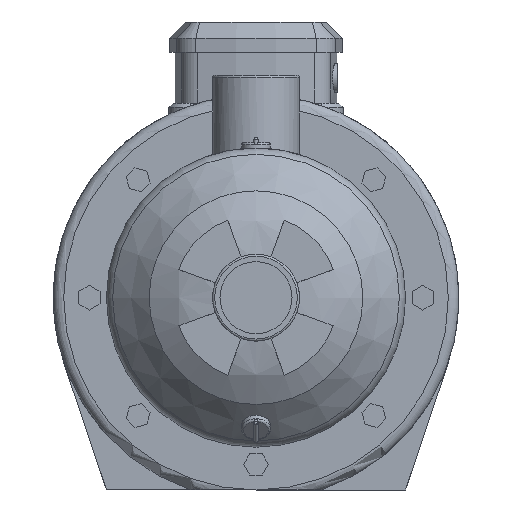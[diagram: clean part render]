
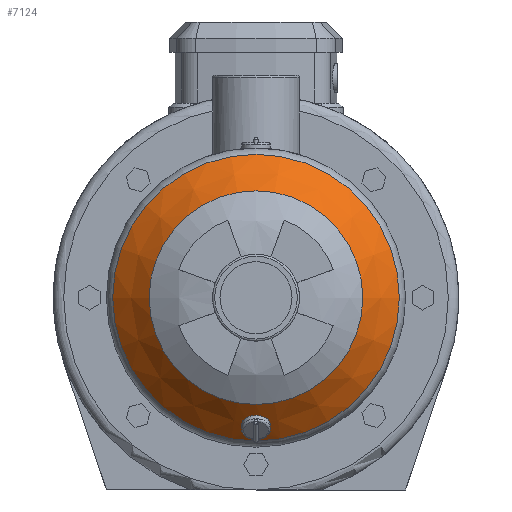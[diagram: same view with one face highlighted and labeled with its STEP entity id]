
A CAD part, left-side view. The second image highlights one B-rep face of the part: STEP entity #7124.
In plain terms, the highlighted conical face has half-angle 45 degrees and reference radius 60 mm.
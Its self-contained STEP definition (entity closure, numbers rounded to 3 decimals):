
#66=CONICAL_SURFACE('',#7591,60.,0.785);
#1752=B_SPLINE_CURVE_WITH_KNOTS('',3,(#10697,#10698,#10699,#10700,#10701,
#10702,#10703,#10704,#10705,#10706,#10707,#10708,#10709,#10710,#10711,#10712,
#10713,#10714,#10715,#10716,#10717,#10718,#10719,#10720,#10721,#10722,#10723,
#10724,#10725,#10726,#10727,#10728,#10729,#10730,#10731,#10732,#10733,#10734,
#10735,#10736,#10737,#10738,#10739,#10740,#10741,#10742,#10743,#10744,#10745,
#10746,#10747,#10748,#10749,#10750,#10751,#10752,#10753,#10754,#10755,#10756,
#10757,#10758,#10759,#10760,#10761,#10762,#10763,#10764,#10765,#10766,#10767,
#10768,#10769,#10770,#10771,#10772,#10773,#10774,#10775,#10776,#10777,#10778),
 .UNSPECIFIED.,.T.,.F.,(4,3,3,3,3,3,3,3,3,3,3,3,3,3,3,3,3,3,3,3,3,3,3,3,
3,3,3,4),(0.,0.215,0.433,0.524,0.603,
0.82,0.962,1.063,1.153,1.371,
1.571,1.666,1.885,2.039,2.127,
2.196,2.4,2.597,2.674,2.878,
3.045,3.113,3.315,3.516,3.594,
3.798,4.001,4.071),.UNSPECIFIED.);
#1930=FACE_BOUND('',#2422,.T.);
#1931=FACE_BOUND('',#2423,.T.);
#1993=FACE_OUTER_BOUND('',#2421,.T.);
#2421=EDGE_LOOP('',(#5056,#5057));
#2422=EDGE_LOOP('',(#5058));
#2423=EDGE_LOOP('',(#5059));
#2875=CIRCLE('',#7590,67.071);
#2876=CIRCLE('',#7592,50.);
#2877=CIRCLE('',#7593,50.);
#3195=VERTEX_POINT('',#10689);
#3196=VERTEX_POINT('',#10692);
#3197=VERTEX_POINT('',#10693);
#3198=VERTEX_POINT('',#10696);
#3931=EDGE_CURVE('',#3195,#3195,#2875,.T.);
#3932=EDGE_CURVE('',#3196,#3197,#2876,.T.);
#3933=EDGE_CURVE('',#3197,#3196,#2877,.T.);
#3934=EDGE_CURVE('',#3198,#3198,#1752,.T.);
#5056=ORIENTED_EDGE('',*,*,#3932,.F.);
#5057=ORIENTED_EDGE('',*,*,#3933,.F.);
#5058=ORIENTED_EDGE('',*,*,#3934,.T.);
#5059=ORIENTED_EDGE('',*,*,#3931,.F.);
#7124=ADVANCED_FACE('',(#1993,#1930,#1931),#66,.T.);
#7590=AXIS2_PLACEMENT_3D('',#10690,#8383,#8384);
#7591=AXIS2_PLACEMENT_3D('',#10691,#8385,#8386);
#7592=AXIS2_PLACEMENT_3D('',#10694,#8387,#8388);
#7593=AXIS2_PLACEMENT_3D('',#10695,#8389,#8390);
#8383=DIRECTION('center_axis',(1.,0.,0.));
#8384=DIRECTION('ref_axis',(0.,-1.,0.));
#8385=DIRECTION('center_axis',(1.,0.,0.));
#8386=DIRECTION('ref_axis',(0.,-1.,0.));
#8387=DIRECTION('center_axis',(-1.,0.,0.));
#8388=DIRECTION('ref_axis',(0.,-1.,0.));
#8389=DIRECTION('center_axis',(-1.,0.,0.));
#8390=DIRECTION('ref_axis',(0.,-1.,0.));
#10689=CARTESIAN_POINT('',(-109.004,67.071,90.));
#10690=CARTESIAN_POINT('Origin',(-109.004,0.,
90.));
#10691=CARTESIAN_POINT('Origin',(-116.075,0.,90.));
#10692=CARTESIAN_POINT('',(-126.075,50.,90.));
#10693=CARTESIAN_POINT('',(-126.075,-50.,90.));
#10694=CARTESIAN_POINT('Origin',(-126.075,0.,90.));
#10695=CARTESIAN_POINT('Origin',(-126.075,0.,90.));
#10696=CARTESIAN_POINT('',(-116.377,-6.729,30.683));
#10697=CARTESIAN_POINT('Ctrl Pts',(-116.377,-6.729,
30.683));
#10698=CARTESIAN_POINT('Ctrl Pts',(-115.871,-6.786,
30.179));
#10699=CARTESIAN_POINT('Ctrl Pts',(-115.338,-6.727,
29.637));
#10700=CARTESIAN_POINT('Ctrl Pts',(-114.831,-6.54,
29.107));
#10701=CARTESIAN_POINT('Ctrl Pts',(-114.318,-6.351,
28.57));
#10702=CARTESIAN_POINT('Ctrl Pts',(-113.831,-6.03,
28.047));
#10703=CARTESIAN_POINT('Ctrl Pts',(-113.408,-5.611,
27.585));
#10704=CARTESIAN_POINT('Ctrl Pts',(-113.231,-5.436,
27.391));
#10705=CARTESIAN_POINT('Ctrl Pts',(-113.066,-5.245,
27.209));
#10706=CARTESIAN_POINT('Ctrl Pts',(-112.913,-5.042,27.04));
#10707=CARTESIAN_POINT('Ctrl Pts',(-112.78,-4.866,
26.892));
#10708=CARTESIAN_POINT('Ctrl Pts',(-112.655,-4.678,
26.752));
#10709=CARTESIAN_POINT('Ctrl Pts',(-112.535,-4.475,
26.618));
#10710=CARTESIAN_POINT('Ctrl Pts',(-112.206,-3.917,
26.248));
#10711=CARTESIAN_POINT('Ctrl Pts',(-111.932,-3.256,25.935));
#10712=CARTESIAN_POINT('Ctrl Pts',(-111.741,-2.545,25.717));
#10713=CARTESIAN_POINT('Ctrl Pts',(-111.617,-2.082,
25.574));
#10714=CARTESIAN_POINT('Ctrl Pts',(-111.528,-1.598,
25.471));
#10715=CARTESIAN_POINT('Ctrl Pts',(-111.475,-1.113,
25.409));
#10716=CARTESIAN_POINT('Ctrl Pts',(-111.437,-0.77,
25.366));
#10717=CARTESIAN_POINT('Ctrl Pts',(-111.418,-0.427,
25.343));
#10718=CARTESIAN_POINT('Ctrl Pts',(-111.415,-0.091,
25.34));
#10719=CARTESIAN_POINT('Ctrl Pts',(-111.412,0.21,
25.337));
#10720=CARTESIAN_POINT('Ctrl Pts',(-111.422,0.513,
25.349));
#10721=CARTESIAN_POINT('Ctrl Pts',(-111.447,0.82,
25.377));
#10722=CARTESIAN_POINT('Ctrl Pts',(-111.507,1.564,25.446));
#10723=CARTESIAN_POINT('Ctrl Pts',(-111.652,2.316,25.615));
#10724=CARTESIAN_POINT('Ctrl Pts',(-111.878,3.004,25.873));
#10725=CARTESIAN_POINT('Ctrl Pts',(-112.085,3.637,26.111));
#10726=CARTESIAN_POINT('Ctrl Pts',(-112.361,4.217,26.424));
#10727=CARTESIAN_POINT('Ctrl Pts',(-112.677,4.704,26.777));
#10728=CARTESIAN_POINT('Ctrl Pts',(-112.827,4.935,26.944));
#10729=CARTESIAN_POINT('Ctrl Pts',(-112.984,5.145,27.119));
#10730=CARTESIAN_POINT('Ctrl Pts',(-113.157,5.343,27.309));
#10731=CARTESIAN_POINT('Ctrl Pts',(-113.554,5.799,27.746));
#10732=CARTESIAN_POINT('Ctrl Pts',(-114.022,6.17,28.254));
#10733=CARTESIAN_POINT('Ctrl Pts',(-114.525,6.411,28.785));
#10734=CARTESIAN_POINT('Ctrl Pts',(-114.881,6.581,29.16));
#10735=CARTESIAN_POINT('Ctrl Pts',(-115.253,6.688,29.547));
#10736=CARTESIAN_POINT('Ctrl Pts',(-115.626,6.729,29.927));
#10737=CARTESIAN_POINT('Ctrl Pts',(-115.839,6.753,30.144));
#10738=CARTESIAN_POINT('Ctrl Pts',(-116.052,6.756,30.358));
#10739=CARTESIAN_POINT('Ctrl Pts',(-116.261,6.74,30.567));
#10740=CARTESIAN_POINT('Ctrl Pts',(-116.425,6.727,30.73));
#10741=CARTESIAN_POINT('Ctrl Pts',(-116.588,6.702,30.891));
#10742=CARTESIAN_POINT('Ctrl Pts',(-116.754,6.665,31.055));
#10743=CARTESIAN_POINT('Ctrl Pts',(-117.245,6.555,31.537));
#10744=CARTESIAN_POINT('Ctrl Pts',(-117.751,6.329,32.02));
#10745=CARTESIAN_POINT('Ctrl Pts',(-118.222,5.997,32.458));
#10746=CARTESIAN_POINT('Ctrl Pts',(-118.677,5.676,32.883));
#10747=CARTESIAN_POINT('Ctrl Pts',(-119.1,5.255,33.266));
#10748=CARTESIAN_POINT('Ctrl Pts',(-119.453,4.784,33.581));
#10749=CARTESIAN_POINT('Ctrl Pts',(-119.592,4.6,33.704));
#10750=CARTESIAN_POINT('Ctrl Pts',(-119.719,4.41,33.817));
#10751=CARTESIAN_POINT('Ctrl Pts',(-119.843,4.204,33.925));
#10752=CARTESIAN_POINT('Ctrl Pts',(-120.17,3.659,34.212));
#10753=CARTESIAN_POINT('Ctrl Pts',(-120.448,3.019,34.451));
#10754=CARTESIAN_POINT('Ctrl Pts',(-120.64,2.34,34.614));
#10755=CARTESIAN_POINT('Ctrl Pts',(-120.796,1.785,34.747));
#10756=CARTESIAN_POINT('Ctrl Pts',(-120.896,1.202,34.831));
#10757=CARTESIAN_POINT('Ctrl Pts',(-120.937,0.632,
34.866));
#10758=CARTESIAN_POINT('Ctrl Pts',(-120.954,0.401,
34.88));
#10759=CARTESIAN_POINT('Ctrl Pts',(-120.962,0.172,
34.886));
#10760=CARTESIAN_POINT('Ctrl Pts',(-120.96,-0.054,
34.885));
#10761=CARTESIAN_POINT('Ctrl Pts',(-120.956,-0.731,
34.882));
#10762=CARTESIAN_POINT('Ctrl Pts',(-120.87,-1.447,
34.809));
#10763=CARTESIAN_POINT('Ctrl Pts',(-120.696,-2.129,
34.662));
#10764=CARTESIAN_POINT('Ctrl Pts',(-120.525,-2.804,
34.516));
#10765=CARTESIAN_POINT('Ctrl Pts',(-120.268,-3.446,34.297));
#10766=CARTESIAN_POINT('Ctrl Pts',(-119.959,-4.003,
34.027));
#10767=CARTESIAN_POINT('Ctrl Pts',(-119.837,-4.222,
33.921));
#10768=CARTESIAN_POINT('Ctrl Pts',(-119.709,-4.426,33.807));
#10769=CARTESIAN_POINT('Ctrl Pts',(-119.574,-4.618,
33.688));
#10770=CARTESIAN_POINT('Ctrl Pts',(-119.226,-5.113,
33.379));
#10771=CARTESIAN_POINT('Ctrl Pts',(-118.802,-5.564,
32.997));
#10772=CARTESIAN_POINT('Ctrl Pts',(-118.339,-5.912,32.568));
#10773=CARTESIAN_POINT('Ctrl Pts',(-117.875,-6.261,
32.137));
#10774=CARTESIAN_POINT('Ctrl Pts',(-117.371,-6.506,31.657));
#10775=CARTESIAN_POINT('Ctrl Pts',(-116.877,-6.635,
31.175));
#10776=CARTESIAN_POINT('Ctrl Pts',(-116.708,-6.679,
31.01));
#10777=CARTESIAN_POINT('Ctrl Pts',(-116.541,-6.71,30.845));
#10778=CARTESIAN_POINT('Ctrl Pts',(-116.377,-6.729,
30.683));
